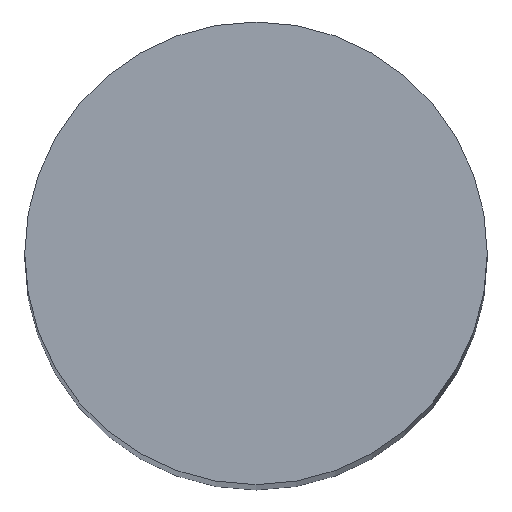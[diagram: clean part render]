
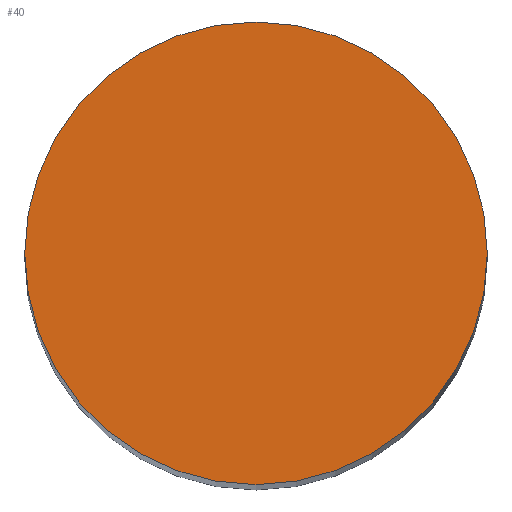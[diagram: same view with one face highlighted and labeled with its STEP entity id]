
A CAD part, top view. The second image highlights one B-rep face of the part: STEP entity #40.
In plain terms, the highlighted planar face has unit normal (0, 0, 1).
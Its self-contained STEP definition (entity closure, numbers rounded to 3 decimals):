
#40=ADVANCED_FACE('240[2]',(#94),#95,.T.);
#50=EDGE_CURVE('240[2]',#109,#109,#110,.T.);
#94=FACE_OUTER_BOUND('',#158,.T.);
#95=PLANE('',#159);
#109=VERTEX_POINT('',#177);
#110=CIRCLE('',#178,12.0);
#158=EDGE_LOOP('',(#358));
#159=AXIS2_PLACEMENT_3D('',#359,#360,#361);
#177=CARTESIAN_POINT('',(0.,12.0,160.0));
#178=AXIS2_PLACEMENT_3D('',#377,#378,#379);
#358=ORIENTED_EDGE('',*,*,#50,.F.);
#359=CARTESIAN_POINT('',(0.,6.,160.0));
#360=DIRECTION('',(0.,0.,1.0));
#361=DIRECTION('',(1.0,0.,0.0));
#377=CARTESIAN_POINT('',(0.,0.,160.0));
#378=DIRECTION('',(0.,0.,-1.0));
#379=DIRECTION('',(0.,1.0,0.));
